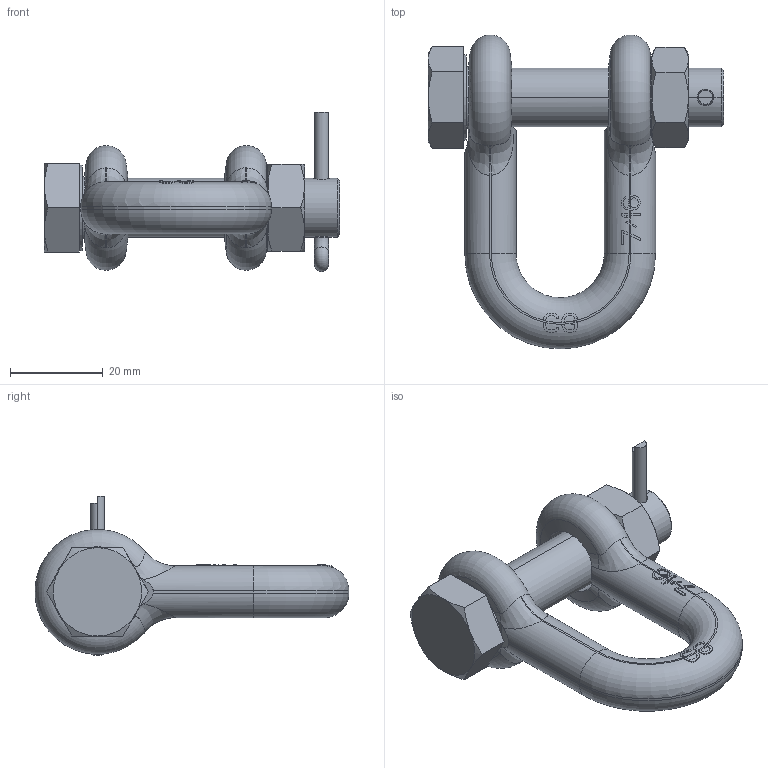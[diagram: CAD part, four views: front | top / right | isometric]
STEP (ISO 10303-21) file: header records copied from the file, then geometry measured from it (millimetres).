
FILE_DESCRIPTION((''),'2;1');
FILE_NAME('CROSBY_2150_044','2003-11-18T',('adoughty'),('The Crosby Group, Inc.'),'PRO/ENGINEER BY PARAMETRIC TECHNOLOGY CORPORATION, 2001150','PRO/ENGINEER BY PARAMETRIC TECHNOLOGY CORPORATION, 2001150','');
FILE_SCHEMA(('CONFIG_CONTROL_DESIGN'));
Length unit declared in the file: inch
Products named in the file (1): CROSBY_2150_044
Bounding box: 63.73 x 67.69 x 34.32 mm (x, y, z)
Volume: 26081 mm3; surface area: 11474.8 mm2
Topology: 3 solids, 3 shells, 299 faces, 839 edges, 542 vertices
Faces by surface type: plane 210, cylinder 37, bspline 20, torus 16, cone 16
Entity records: 11339 total; most frequent: CARTESIAN_POINT 4359, ORIENTED_EDGE 1678, DIRECTION 1124, EDGE_CURVE 839, VERTEX_POINT 542, AXIS2_PLACEMENT_3D 402, B_SPLINE_CURVE_WITH_KNOTS 396, VECTOR 320
